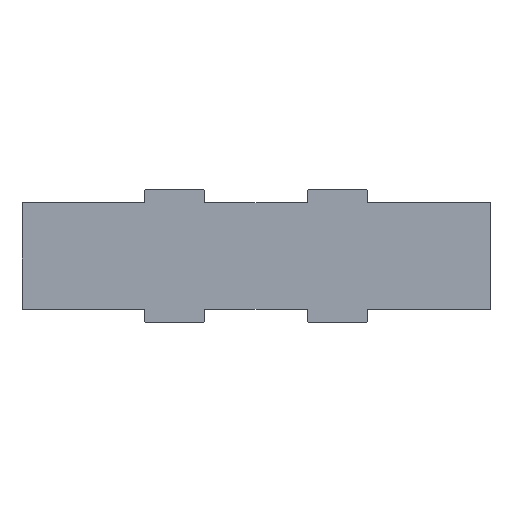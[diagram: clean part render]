
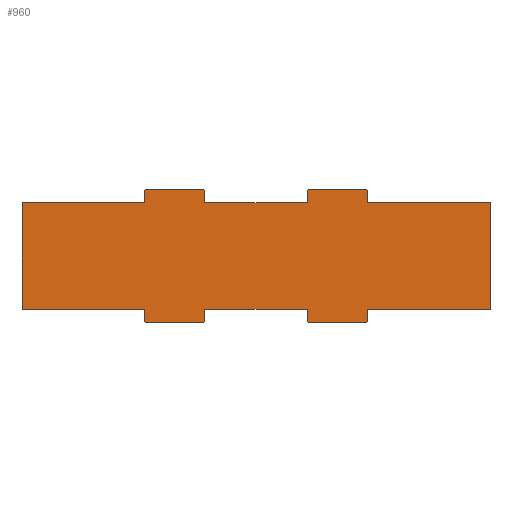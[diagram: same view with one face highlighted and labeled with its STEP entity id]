
A CAD part, top view. The second image highlights one B-rep face of the part: STEP entity #960.
In plain terms, the highlighted planar face has unit normal (0, 0, 1).
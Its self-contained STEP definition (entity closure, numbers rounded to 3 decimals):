
#237=CARTESIAN_POINT('',(-35.832,-21.,3.01));
#238=DIRECTION('',(0.,0.,1.));
#239=DIRECTION('',(-1.,0.,0.));
#240=AXIS2_PLACEMENT_3D('',#237,#238,#239);
#242=DIRECTION('',(0.,-1.,0.));
#243=VECTOR('',#242,3.5);
#244=CARTESIAN_POINT('',(-36.832,-17.5,3.01));
#245=LINE('',#244,#243);
#246=DIRECTION('',(1.,0.,0.));
#247=VECTOR('',#246,40.174);
#248=CARTESIAN_POINT('',(-77.006,-17.5,3.01));
#249=LINE('',#248,#247);
#250=DIRECTION('',(0.,1.,0.));
#251=VECTOR('',#250,35.);
#252=CARTESIAN_POINT('',(-77.006,-17.5,3.01));
#253=LINE('',#252,#251);
#254=DIRECTION('',(-1.,0.,0.));
#255=VECTOR('',#254,40.174);
#256=CARTESIAN_POINT('',(-36.832,17.5,3.01));
#257=LINE('',#256,#255);
#258=DIRECTION('',(0.,-1.,0.));
#259=VECTOR('',#258,3.5);
#260=CARTESIAN_POINT('',(-36.832,21.,3.01));
#261=LINE('',#260,#259);
#262=CARTESIAN_POINT('',(-35.832,21.,3.01));
#263=DIRECTION('',(0.,0.,1.));
#264=DIRECTION('',(0.,1.,0.));
#265=AXIS2_PLACEMENT_3D('',#262,#263,#264);
#267=DIRECTION('',(-1.,0.,0.));
#268=VECTOR('',#267,17.999);
#269=CARTESIAN_POINT('',(-17.833,22.,3.01));
#270=LINE('',#269,#268);
#271=CARTESIAN_POINT('',(-17.833,21.,3.01));
#272=DIRECTION('',(0.,0.,1.));
#273=DIRECTION('',(1.,0.,0.));
#274=AXIS2_PLACEMENT_3D('',#271,#272,#273);
#276=DIRECTION('',(0.,1.,0.));
#277=VECTOR('',#276,3.5);
#278=CARTESIAN_POINT('',(-16.833,17.5,3.01));
#279=LINE('',#278,#277);
#280=DIRECTION('',(-1.,0.,0.));
#281=VECTOR('',#280,33.666);
#282=CARTESIAN_POINT('',(16.833,17.5,3.01));
#283=LINE('',#282,#281);
#284=DIRECTION('',(0.,-1.,0.));
#285=VECTOR('',#284,3.5);
#286=CARTESIAN_POINT('',(16.833,21.,3.01));
#287=LINE('',#286,#285);
#288=CARTESIAN_POINT('',(17.833,21.,3.01));
#289=DIRECTION('',(0.,0.,1.));
#290=DIRECTION('',(0.,1.,0.));
#291=AXIS2_PLACEMENT_3D('',#288,#289,#290);
#293=DIRECTION('',(-1.,0.,0.));
#294=VECTOR('',#293,17.999);
#295=CARTESIAN_POINT('',(35.832,22.,3.01));
#296=LINE('',#295,#294);
#297=CARTESIAN_POINT('',(35.832,21.,3.01));
#298=DIRECTION('',(0.,0.,1.));
#299=DIRECTION('',(1.,0.,0.));
#300=AXIS2_PLACEMENT_3D('',#297,#298,#299);
#302=DIRECTION('',(0.,1.,0.));
#303=VECTOR('',#302,3.5);
#304=CARTESIAN_POINT('',(36.832,17.5,3.01));
#305=LINE('',#304,#303);
#306=DIRECTION('',(-1.,0.,0.));
#307=VECTOR('',#306,40.174);
#308=CARTESIAN_POINT('',(77.006,17.5,3.01));
#309=LINE('',#308,#307);
#310=DIRECTION('',(0.,1.,0.));
#311=VECTOR('',#310,35.);
#312=CARTESIAN_POINT('',(77.006,-17.5,3.01));
#313=LINE('',#312,#311);
#314=DIRECTION('',(1.,0.,0.));
#315=VECTOR('',#314,40.174);
#316=CARTESIAN_POINT('',(36.832,-17.5,3.01));
#317=LINE('',#316,#315);
#318=DIRECTION('',(0.,1.,0.));
#319=VECTOR('',#318,3.5);
#320=CARTESIAN_POINT('',(36.832,-21.,3.01));
#321=LINE('',#320,#319);
#322=CARTESIAN_POINT('',(35.832,-21.,3.01));
#323=DIRECTION('',(0.,0.,1.));
#324=DIRECTION('',(0.,-1.,0.));
#325=AXIS2_PLACEMENT_3D('',#322,#323,#324);
#327=DIRECTION('',(1.,0.,0.));
#328=VECTOR('',#327,17.999);
#329=CARTESIAN_POINT('',(17.833,-22.,3.01));
#330=LINE('',#329,#328);
#331=CARTESIAN_POINT('',(17.833,-21.,3.01));
#332=DIRECTION('',(0.,0.,1.));
#333=DIRECTION('',(-1.,0.,0.));
#334=AXIS2_PLACEMENT_3D('',#331,#332,#333);
#336=DIRECTION('',(0.,-1.,0.));
#337=VECTOR('',#336,3.5);
#338=CARTESIAN_POINT('',(16.833,-17.5,3.01));
#339=LINE('',#338,#337);
#340=DIRECTION('',(1.,0.,0.));
#341=VECTOR('',#340,33.666);
#342=CARTESIAN_POINT('',(-16.833,-17.5,3.01));
#343=LINE('',#342,#341);
#344=DIRECTION('',(0.,1.,0.));
#345=VECTOR('',#344,3.5);
#346=CARTESIAN_POINT('',(-16.833,-21.,3.01));
#347=LINE('',#346,#345);
#348=CARTESIAN_POINT('',(-17.833,-21.,3.01));
#349=DIRECTION('',(0.,0.,1.));
#350=DIRECTION('',(0.,-1.,0.));
#351=AXIS2_PLACEMENT_3D('',#348,#349,#350);
#353=DIRECTION('',(1.,0.,0.));
#354=VECTOR('',#353,17.999);
#355=CARTESIAN_POINT('',(-35.832,-22.,3.01));
#356=LINE('',#355,#354);
#365=CARTESIAN_POINT('',(-16.833,-17.5,3.01));
#366=CARTESIAN_POINT('',(16.833,-17.5,3.01));
#367=VERTEX_POINT('',#365);
#368=VERTEX_POINT('',#366);
#369=CARTESIAN_POINT('',(16.833,17.5,3.01));
#370=CARTESIAN_POINT('',(-16.833,17.5,3.01));
#371=VERTEX_POINT('',#369);
#372=VERTEX_POINT('',#370);
#374=CARTESIAN_POINT('',(-36.832,-17.5,3.01));
#376=VERTEX_POINT('',#374);
#378=CARTESIAN_POINT('',(36.832,-17.5,3.01));
#380=VERTEX_POINT('',#378);
#382=CARTESIAN_POINT('',(36.832,17.5,3.01));
#384=VERTEX_POINT('',#382);
#386=CARTESIAN_POINT('',(-36.832,17.5,3.01));
#388=VERTEX_POINT('',#386);
#397=CARTESIAN_POINT('',(-77.006,-17.5,3.01));
#398=CARTESIAN_POINT('',(-77.006,17.5,3.01));
#399=VERTEX_POINT('',#397);
#400=VERTEX_POINT('',#398);
#401=CARTESIAN_POINT('',(77.006,-17.5,3.01));
#402=CARTESIAN_POINT('',(77.006,17.5,3.01));
#403=VERTEX_POINT('',#401);
#404=VERTEX_POINT('',#402);
#409=CARTESIAN_POINT('',(-36.832,-21.,3.01));
#410=VERTEX_POINT('',#409);
#411=CARTESIAN_POINT('',(-35.832,-22.,3.01));
#412=VERTEX_POINT('',#411);
#417=CARTESIAN_POINT('',(-17.833,-22.,3.01));
#418=VERTEX_POINT('',#417);
#419=CARTESIAN_POINT('',(-16.833,-21.,3.01));
#420=VERTEX_POINT('',#419);
#425=CARTESIAN_POINT('',(16.833,-21.,3.01));
#426=VERTEX_POINT('',#425);
#427=CARTESIAN_POINT('',(17.833,-22.,3.01));
#428=VERTEX_POINT('',#427);
#433=CARTESIAN_POINT('',(35.832,-22.,3.01));
#434=VERTEX_POINT('',#433);
#435=CARTESIAN_POINT('',(36.832,-21.,3.01));
#436=VERTEX_POINT('',#435);
#441=CARTESIAN_POINT('',(-35.832,22.,3.01));
#442=VERTEX_POINT('',#441);
#443=CARTESIAN_POINT('',(-36.832,21.,3.01));
#444=VERTEX_POINT('',#443);
#449=CARTESIAN_POINT('',(-16.833,21.,3.01));
#450=VERTEX_POINT('',#449);
#451=CARTESIAN_POINT('',(-17.833,22.,3.01));
#452=VERTEX_POINT('',#451);
#457=CARTESIAN_POINT('',(17.833,22.,3.01));
#458=VERTEX_POINT('',#457);
#459=CARTESIAN_POINT('',(16.833,21.,3.01));
#460=VERTEX_POINT('',#459);
#465=CARTESIAN_POINT('',(36.832,21.,3.01));
#466=VERTEX_POINT('',#465);
#467=CARTESIAN_POINT('',(35.832,22.,3.01));
#468=VERTEX_POINT('',#467);
#925=CARTESIAN_POINT('',(0.,0.,3.01));
#926=DIRECTION('',(0.,0.,1.));
#927=DIRECTION('',(1.,0.,0.));
#928=AXIS2_PLACEMENT_3D('',#925,#926,#927);
#929=PLANE('',#928);
#930=ORIENTED_EDGE('',*,*,#541,.F.);
#931=ORIENTED_EDGE('',*,*,#557,.F.);
#932=ORIENTED_EDGE('',*,*,#569,.F.);
#933=ORIENTED_EDGE('',*,*,#583,.T.);
#934=ORIENTED_EDGE('',*,*,#599,.F.);
#935=ORIENTED_EDGE('',*,*,#611,.F.);
#936=ORIENTED_EDGE('',*,*,#626,.F.);
#937=ORIENTED_EDGE('',*,*,#641,.F.);
#938=ORIENTED_EDGE('',*,*,#654,.F.);
#939=ORIENTED_EDGE('',*,*,#669,.F.);
#940=ORIENTED_EDGE('',*,*,#682,.F.);
#941=ORIENTED_EDGE('',*,*,#695,.F.);
#942=ORIENTED_EDGE('',*,*,#710,.F.);
#943=ORIENTED_EDGE('',*,*,#725,.F.);
#944=ORIENTED_EDGE('',*,*,#738,.F.);
#945=ORIENTED_EDGE('',*,*,#753,.F.);
#946=ORIENTED_EDGE('',*,*,#765,.F.);
#947=ORIENTED_EDGE('',*,*,#779,.F.);
#948=ORIENTED_EDGE('',*,*,#795,.F.);
#949=ORIENTED_EDGE('',*,*,#807,.F.);
#950=ORIENTED_EDGE('',*,*,#822,.F.);
#951=ORIENTED_EDGE('',*,*,#835,.F.);
#952=ORIENTED_EDGE('',*,*,#850,.F.);
#953=ORIENTED_EDGE('',*,*,#865,.F.);
#954=ORIENTED_EDGE('',*,*,#878,.F.);
#955=ORIENTED_EDGE('',*,*,#891,.F.);
#956=ORIENTED_EDGE('',*,*,#906,.F.);
#957=ORIENTED_EDGE('',*,*,#918,.F.);
#958=EDGE_LOOP('',(#930,#931,#932,#933,#934,#935,#936,#937,#938,#939,#940,#941,
#942,#943,#944,#945,#946,#947,#948,#949,#950,#951,#952,#953,#954,#955,#956,
#957));
#959=FACE_OUTER_BOUND('',#958,.F.);
#960=ADVANCED_FACE('',(#959),#929,.T.);
#241=CIRCLE('',#240,1.);
#266=CIRCLE('',#265,1.);
#275=CIRCLE('',#274,1.);
#292=CIRCLE('',#291,1.);
#301=CIRCLE('',#300,1.);
#326=CIRCLE('',#325,1.);
#335=CIRCLE('',#334,1.);
#352=CIRCLE('',#351,1.);
#541=EDGE_CURVE('',#410,#412,#241,.T.);
#557=EDGE_CURVE('',#376,#410,#245,.T.);
#569=EDGE_CURVE('',#399,#376,#249,.T.);
#583=EDGE_CURVE('',#399,#400,#253,.T.);
#599=EDGE_CURVE('',#388,#400,#257,.T.);
#611=EDGE_CURVE('',#444,#388,#261,.T.);
#626=EDGE_CURVE('',#442,#444,#266,.T.);
#641=EDGE_CURVE('',#452,#442,#270,.T.);
#654=EDGE_CURVE('',#450,#452,#275,.T.);
#669=EDGE_CURVE('',#372,#450,#279,.T.);
#682=EDGE_CURVE('',#371,#372,#283,.T.);
#695=EDGE_CURVE('',#460,#371,#287,.T.);
#710=EDGE_CURVE('',#458,#460,#292,.T.);
#725=EDGE_CURVE('',#468,#458,#296,.T.);
#738=EDGE_CURVE('',#466,#468,#301,.T.);
#753=EDGE_CURVE('',#384,#466,#305,.T.);
#765=EDGE_CURVE('',#404,#384,#309,.T.);
#779=EDGE_CURVE('',#403,#404,#313,.T.);
#795=EDGE_CURVE('',#380,#403,#317,.T.);
#807=EDGE_CURVE('',#436,#380,#321,.T.);
#822=EDGE_CURVE('',#434,#436,#326,.T.);
#835=EDGE_CURVE('',#428,#434,#330,.T.);
#850=EDGE_CURVE('',#426,#428,#335,.T.);
#865=EDGE_CURVE('',#368,#426,#339,.T.);
#878=EDGE_CURVE('',#367,#368,#343,.T.);
#891=EDGE_CURVE('',#420,#367,#347,.T.);
#906=EDGE_CURVE('',#418,#420,#352,.T.);
#918=EDGE_CURVE('',#412,#418,#356,.T.);
